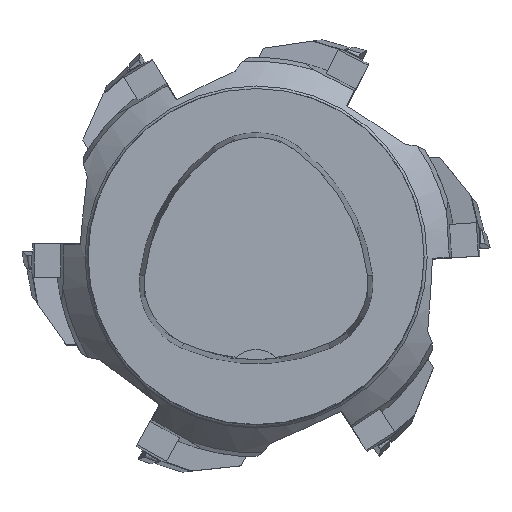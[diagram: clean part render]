
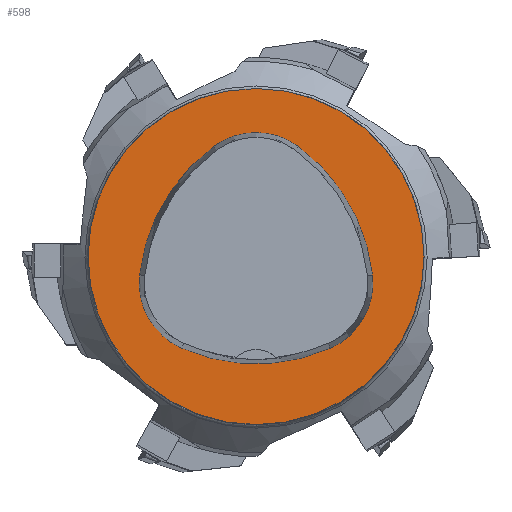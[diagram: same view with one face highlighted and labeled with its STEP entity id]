
A CAD part, top view. The second image highlights one B-rep face of the part: STEP entity #598.
In plain terms, the highlighted planar face has unit normal (0, 0, 1).
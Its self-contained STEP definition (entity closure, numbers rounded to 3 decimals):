
#248=PLANE('',#3550);
#598=ADVANCED_FACE('',(#1309,#1310),#248,.T.);
#1309=FACE_BOUND('',#1448,.T.);
#1310=FACE_BOUND('',#1449,.T.);
#1448=EDGE_LOOP('',(#2020,#2021,#2022,#2023,#2024,#2025));
#1449=EDGE_LOOP('',(#2026));
#2020=ORIENTED_EDGE('',*,*,#2982,.T.);
#2021=ORIENTED_EDGE('',*,*,#2962,.T.);
#2022=ORIENTED_EDGE('',*,*,#2966,.T.);
#2023=ORIENTED_EDGE('',*,*,#2969,.T.);
#2024=ORIENTED_EDGE('',*,*,#2972,.T.);
#2025=ORIENTED_EDGE('',*,*,#2980,.T.);
#2026=ORIENTED_EDGE('',*,*,#2752,.F.);
#2445=VERTEX_POINT('',#4628);
#2589=VERTEX_POINT('',#5165);
#2590=VERTEX_POINT('',#5166);
#2593=VERTEX_POINT('',#5174);
#2595=VERTEX_POINT('',#5180);
#2597=VERTEX_POINT('',#5186);
#2604=VERTEX_POINT('',#5207);
#2752=EDGE_CURVE('',#2445,#2445,#3180,.T.);
#2962=EDGE_CURVE('',#2589,#2590,#3202,.T.);
#2966=EDGE_CURVE('',#2590,#2593,#3204,.T.);
#2969=EDGE_CURVE('',#2593,#2595,#3206,.T.);
#2972=EDGE_CURVE('',#2595,#2597,#3208,.T.);
#2980=EDGE_CURVE('',#2597,#2604,#3212,.T.);
#2982=EDGE_CURVE('',#2604,#2589,#3214,.T.);
#3180=CIRCLE('',#3407,40.);
#3202=CIRCLE('',#3528,44.);
#3204=CIRCLE('',#3531,17.);
#3206=CIRCLE('',#3534,44.);
#3208=CIRCLE('',#3537,17.);
#3212=CIRCLE('',#3542,44.);
#3214=CIRCLE('',#3545,17.);
#3407=AXIS2_PLACEMENT_3D('',#4627,#3734,#3735);
#3528=AXIS2_PLACEMENT_3D('',#5164,#4100,#4101);
#3531=AXIS2_PLACEMENT_3D('',#5173,#4108,#4109);
#3534=AXIS2_PLACEMENT_3D('',#5179,#4115,#4116);
#3537=AXIS2_PLACEMENT_3D('',#5185,#4122,#4123);
#3542=AXIS2_PLACEMENT_3D('',#5208,#4134,#4135);
#3545=AXIS2_PLACEMENT_3D('',#5211,#4140,#4141);
#3550=AXIS2_PLACEMENT_3D('',#5216,#4150,#4151);
#3734=DIRECTION('',(0.,0.,-1.));
#3735=DIRECTION('',(-1.,0.,0.));
#4100=DIRECTION('',(0.,0.,-1.));
#4101=DIRECTION('',(-1.,0.,0.));
#4108=DIRECTION('',(0.,0.,-1.));
#4109=DIRECTION('',(-1.,0.,0.));
#4115=DIRECTION('',(0.,0.,-1.));
#4116=DIRECTION('',(-1.,0.,0.));
#4122=DIRECTION('',(0.,0.,-1.));
#4123=DIRECTION('',(-1.,0.,0.));
#4134=DIRECTION('',(0.,0.,-1.));
#4135=DIRECTION('',(-1.,0.,0.));
#4140=DIRECTION('',(0.,0.,-1.));
#4141=DIRECTION('',(-1.,0.,0.));
#4150=DIRECTION('',(0.,0.,1.));
#4151=DIRECTION('',(1.,0.,0.));
#4627=CARTESIAN_POINT('',(0.,0.,0.));
#4628=CARTESIAN_POINT('',(-40.,0.,0.));
#5164=CARTESIAN_POINT('',(16.01,-9.224,0.));
#5165=CARTESIAN_POINT('',(-27.722,-4.378,0.));
#5166=CARTESIAN_POINT('',(-10.119,26.178,0.));
#5173=CARTESIAN_POINT('',(-0.023,12.5,0.));
#5174=CARTESIAN_POINT('',(10.049,26.194,0.));
#5179=CARTESIAN_POINT('',(-16.021,-9.25,0.));
#5180=CARTESIAN_POINT('',(27.71,-4.394,0.));
#5185=CARTESIAN_POINT('',(10.814,-6.27,0.));
#5186=CARTESIAN_POINT('',(17.611,-21.852,0.));
#5207=CARTESIAN_POINT('',(-17.652,-21.819,0.));
#5208=CARTESIAN_POINT('',(0.017,18.477,0.));
#5211=CARTESIAN_POINT('',(-10.825,-6.25,0.));
#5216=CARTESIAN_POINT('',(0.,0.,0.));
